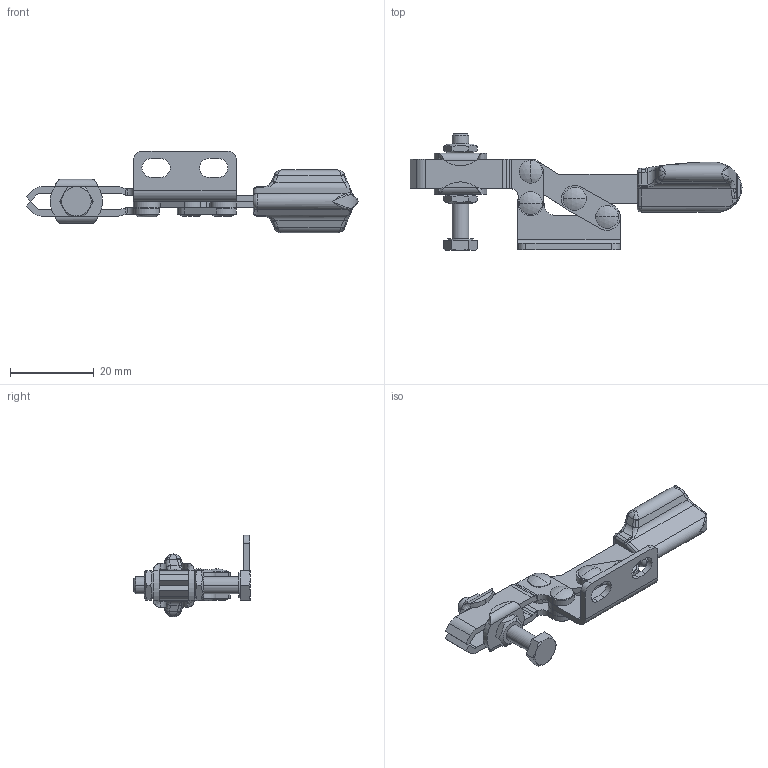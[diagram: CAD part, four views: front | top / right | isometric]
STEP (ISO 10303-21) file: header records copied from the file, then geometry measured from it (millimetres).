
FILE_DESCRIPTION((''),'2;1');
FILE_NAME('MH1ULB.stp','2009-11-06T11:49:42',('David'),(''),'Autodesk Inventor 8','Autodesk Inventor 8','');
FILE_SCHEMA(('AUTOMOTIVE_DESIGN { 1 0 10303 214 1 1 1 1 }'));
Length unit declared in the file: millimetre
Products named in the file (7): MH1ULB; MH1 B SIDEPLATE LH ASSEMBLY; MH1 U-BAR ASSEMBLY; MH1 LINK ASSEMBLY; MH1 HANDLE ASSEMBLY; ISO 4017  (Regular Thread) M4 x 25; MH1 FLANGED WASHER ASSEMBLY
Assembly tree (6 placements, depth 2):
  MH1ULB
    MH1 B SIDEPLATE LH ASSEMBLY
    MH1 U-BAR ASSEMBLY
    MH1 LINK ASSEMBLY
    MH1 HANDLE ASSEMBLY
    ISO 4017  (Regular Thread) M4 x 25
    MH1 FLANGED WASHER ASSEMBLY
Bounding box: 79.17 x 27.8 x 19.5 mm (x, y, z)
Volume: 5454.6 mm3; surface area: 6316 mm2
Topology: 7 solids, 10 shells, 478 faces, 1165 edges, 715 vertices
Faces by surface type: cylinder 171, plane 122, bspline 117, cone 42, sphere 14, torus 12
Entity records: 20675 total; most frequent: CARTESIAN_POINT 9532, DIRECTION 2320, ORIENTED_EDGE 2302, EDGE_CURVE 1151, AXIS2_PLACEMENT_3D 929, VERTEX_POINT 715, EDGE_LOOP 526, CIRCLE 499
